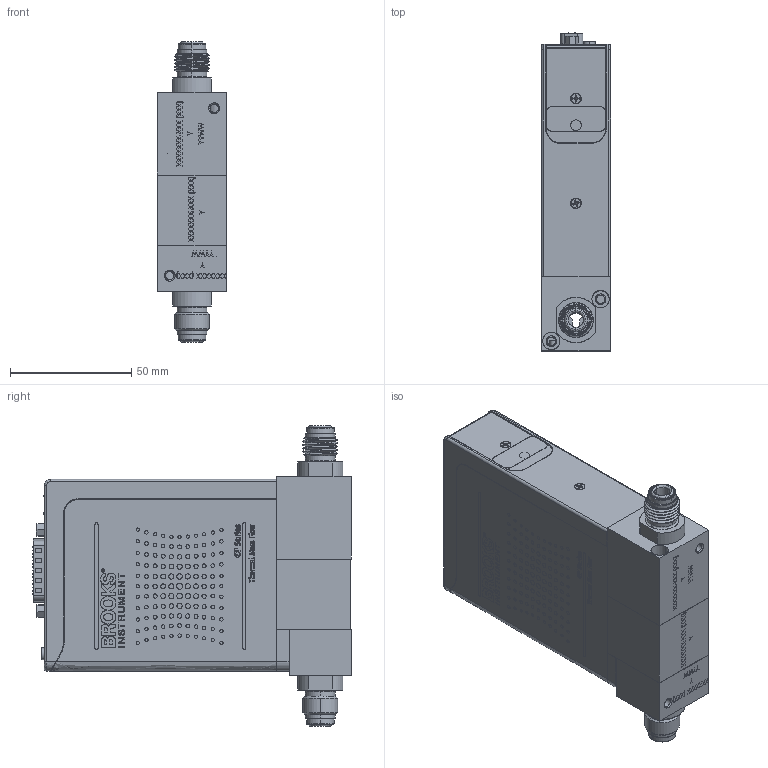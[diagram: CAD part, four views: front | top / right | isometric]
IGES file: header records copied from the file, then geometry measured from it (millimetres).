
Start section: SolidWorks IGES file using analytic representation for surfaces
Global section: file name: GF080-VX-S0.IGS; native system: SolidWorks 2017; preprocessor: SolidWorks 2017; author: cfehr; date: 180907.142314; units: inch
Bounding box: 28.6 x 131.18 x 124.02 mm (x, y, z)
Surface area: 51260.9 mm2 (no closed solid volume)
Topology: 0 solids, 0 shells, 918 faces, 18659 edges, 18641 vertices
Faces by surface type: bspline 690, revolution 228
